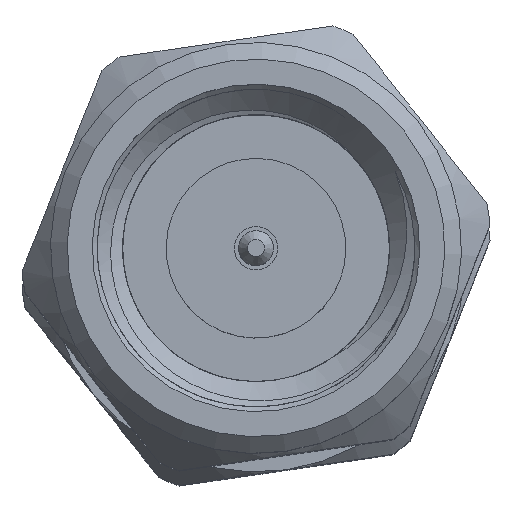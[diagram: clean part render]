
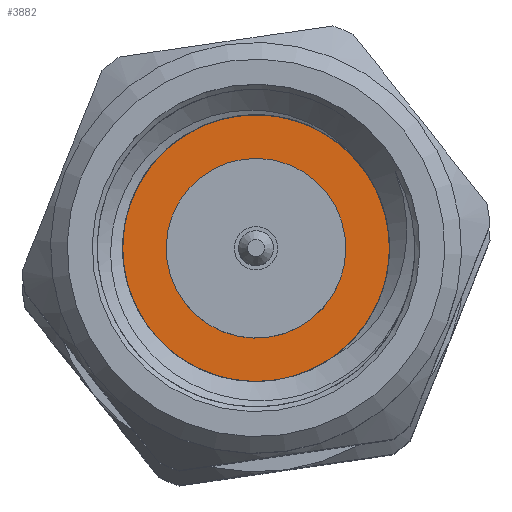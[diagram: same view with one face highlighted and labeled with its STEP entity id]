
A CAD part, top view. The second image highlights one B-rep face of the part: STEP entity #3882.
In plain terms, the highlighted face is planar.
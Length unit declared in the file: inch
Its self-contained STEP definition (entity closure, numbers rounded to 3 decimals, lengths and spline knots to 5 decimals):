
#92 = VERTEX_POINT ( 'NONE', #4074 ) ;
#119 = CARTESIAN_POINT ( 'NONE',  ( 0.13266, -0.01423, 0.09137 ) ) ;
#121 = ORIENTED_EDGE ( 'NONE', *, *, #3871, .F. ) ;
#178 = DIRECTION ( 'NONE',  ( 0., 0., -1. ) ) ;
#372 = CARTESIAN_POINT ( 'NONE',  ( 0.13266, -0.06097, -0.05188 ) ) ;
#388 = CARTESIAN_POINT ( 'NONE',  ( 0.13266, -0.03621, -0.07139 ) ) ;
#555 = B_SPLINE_CURVE_WITH_KNOTS ( 'NONE', 3,
 ( #4548, #3080, #1502, #3789, #4149, #1900, #1886, #4565, #1516, #3826, #3067, #2261, #4943, #3049, #749, #2297, #1919, #3393 ),
 .UNSPECIFIED., .F., .F.,
 ( 4, 2, 2, 2, 2, 2, 2, 2, 4 ),
 ( 0., 0.00055, 0.00109, 0.00164, 0.00218, 0.00273, 0.00327, 0.00382, 0.00437 ),
 .UNSPECIFIED. ) ;
#687 = CARTESIAN_POINT ( 'NONE',  ( 0.13266, 0.0152, -0.07842 ) ) ;
#696 = B_SPLINE_CURVE_WITH_KNOTS ( 'NONE', 3,
 ( #3489, #2762, #1584, #1190, #372, #3153, #4608, #2325, #388, #3893, #3092, #4230, #3121, #5011 ),
 .UNSPECIFIED., .F., .F.,
 ( 4, 2, 2, 2, 2, 2, 4 ),
 ( 0., 0.00081, 0.00121, 0.00162, 0.00202, 0.00243, 0.00324 ),
 .UNSPECIFIED. ) ;
#728 = CIRCLE ( 'NONE', #1435, 0.095 ) ;
#749 = CARTESIAN_POINT ( 'NONE',  ( 0.13266, 0.08937, 0.02581 ) ) ;
#834 = EDGE_LOOP ( 'NONE', ( #4462, #121, #1692, #3869 ) ) ;
#916 = FACE_OUTER_BOUND ( 'NONE', #834, .T. ) ;
#995 = CARTESIAN_POINT ( 'NONE',  ( 0.13266, -0.07866, -0.01389 ) ) ;
#1004 = EDGE_LOOP ( 'NONE', ( #4359 ) ) ;
#1023 = CARTESIAN_POINT ( 'NONE',  ( 0.13266, 0.02179, 0.09247 ) ) ;
#1128 = CARTESIAN_POINT ( 'NONE',  ( 0.13266, 0.05377, 0. ) ) ;
#1130 = EDGE_CURVE ( 'NONE', #4176, #2805, #696, .T. ) ;
#1189 = CARTESIAN_POINT ( 'NONE',  ( 0.13266, -0.08075, 0.02209 ) ) ;
#1190 = CARTESIAN_POINT ( 'NONE',  ( 0.13266, -0.06431, -0.04767 ) ) ;
#1217 = CARTESIAN_POINT ( 'NONE',  ( 0.13266, -0.08169, 0.01495 ) ) ;
#1259 = DIRECTION ( 'NONE',  ( 0., 0., -1. ) ) ;
#1332 = CARTESIAN_POINT ( 'NONE',  ( 0.13266, -0.02791, 0.0869 ) ) ;
#1362 = CARTESIAN_POINT ( 'NONE',  ( 0.13266, -0.0468, 0.07613 ) ) ;
#1435 = AXIS2_PLACEMENT_3D ( 'NONE', #3544, #1654, #1259 ) ;
#1502 = CARTESIAN_POINT ( 'NONE',  ( 0.13266, 0.0294, -0.07609 ) ) ;
#1516 = CARTESIAN_POINT ( 'NONE',  ( 0.13266, 0.07922, -0.03695 ) ) ;
#1566 = CARTESIAN_POINT ( 'NONE',  ( 0.13266, -0.00698, 0.09279 ) ) ;
#1584 = CARTESIAN_POINT ( 'NONE',  ( 0.13266, -0.07285, -0.03441 ) ) ;
#1654 = DIRECTION ( 'NONE',  ( 1., 0., 0. ) ) ;
#1692 = ORIENTED_EDGE ( 'NONE', *, *, #3613, .F. ) ;
#1784 = CARTESIAN_POINT ( 'NONE',  ( 0.13266, -0.07866, -0.01389 ) ) ;
#1801 = DIRECTION ( 'NONE',  ( 1., 0., 0. ) ) ;
#1812 = VERTEX_POINT ( 'NONE', #4328 ) ;
#1863 = VERTEX_POINT ( 'NONE', #3666 ) ;
#1886 = CARTESIAN_POINT ( 'NONE',  ( 0.13266, 0.0663, -0.05421 ) ) ;
#1900 = CARTESIAN_POINT ( 'NONE',  ( 0.13266, 0.06095, -0.05923 ) ) ;
#1908 = DIRECTION ( 'NONE',  ( 0., 0., 1. ) ) ;
#1919 = CARTESIAN_POINT ( 'NONE',  ( 0.13266, 0.08265, 0.04621 ) ) ;
#2119 = CARTESIAN_POINT ( 'NONE',  ( 0.13266, -0.06244, 0.0612 ) ) ;
#2149 = CARTESIAN_POINT ( 'NONE',  ( 0.13266, 0., 0. ) ) ;
#2261 = CARTESIAN_POINT ( 'NONE',  ( 0.13266, 0.09049, -0.00295 ) ) ;
#2285 = EDGE_CURVE ( 'NONE', #92, #92, #4215, .T. ) ;
#2297 = CARTESIAN_POINT ( 'NONE',  ( 0.13266, 0.08544, 0.03961 ) ) ;
#2325 = CARTESIAN_POINT ( 'NONE',  ( 0.13266, -0.0409, -0.06882 ) ) ;
#2338 = CARTESIAN_POINT ( 'NONE',  ( 0.13266, 0.00738, 0.09383 ) ) ;
#2407 = CARTESIAN_POINT ( 'NONE',  ( 0.13266, -0.06688, 0.05531 ) ) ;
#2563 = CARTESIAN_POINT ( 'NONE',  ( 0.13266, 0.01458, 0.09356 ) ) ;
#2762 = CARTESIAN_POINT ( 'NONE',  ( 0.13266, -0.07681, -0.02438 ) ) ;
#2792 = AXIS2_PLACEMENT_3D ( 'NONE', #1128, #4694, #1908 ) ;
#2805 = VERTEX_POINT ( 'NONE', #687 ) ;
#2970 = FACE_BOUND ( 'NONE', #1004, .T. ) ;
#3049 = CARTESIAN_POINT ( 'NONE',  ( 0.13266, 0.09052, 0.01858 ) ) ;
#3067 = CARTESIAN_POINT ( 'NONE',  ( 0.13266, 0.08762, -0.01708 ) ) ;
#3080 = CARTESIAN_POINT ( 'NONE',  ( 0.13266, 0.02243, -0.07772 ) ) ;
#3092 = CARTESIAN_POINT ( 'NONE',  ( 0.13266, -0.02152, -0.07711 ) ) ;
#3121 = CARTESIAN_POINT ( 'NONE',  ( 0.13266, 0.00473, -0.08045 ) ) ;
#3153 = CARTESIAN_POINT ( 'NONE',  ( 0.13266, -0.05362, -0.05944 ) ) ;
#3172 = CARTESIAN_POINT ( 'NONE',  ( 0.13266, -0.03443, 0.08387 ) ) ;
#3225 = CARTESIAN_POINT ( 'NONE',  ( 0.13266, -0.08064, -0.00685 ) ) ;
#3393 = CARTESIAN_POINT ( 'NONE',  ( 0.13265, 0.07913, 0.05255 ) ) ;
#3489 = CARTESIAN_POINT ( 'NONE',  ( 0.13266, -0.07866, -0.01389 ) ) ;
#3544 = CARTESIAN_POINT ( 'NONE',  ( 0.13266, 0., 0. ) ) ;
#3613 = EDGE_CURVE ( 'NONE', #2805, #1863, #555, .T. ) ;
#3666 = CARTESIAN_POINT ( 'NONE',  ( 0.13265, 0.07913, 0.05255 ) ) ;
#3789 = CARTESIAN_POINT ( 'NONE',  ( 0.13266, 0.04287, -0.07103 ) ) ;
#3813 = EDGE_CURVE ( 'NONE', #1812, #4176, #4323, .T. ) ;
#3826 = CARTESIAN_POINT ( 'NONE',  ( 0.13266, 0.08536, -0.02388 ) ) ;
#3869 = ORIENTED_EDGE ( 'NONE', *, *, #1130, .F. ) ;
#3871 = EDGE_CURVE ( 'NONE', #1863, #1812, #728, .T. ) ;
#3877 = CARTESIAN_POINT ( 'NONE',  ( 0.13266, -0.08164, 0.00042 ) ) ;
#3882 = ADVANCED_FACE ( 'NONE', ( #916, #2970 ), #4174, .T. ) ;
#3893 = CARTESIAN_POINT ( 'NONE',  ( 0.13266, -0.02654, -0.07552 ) ) ;
#3944 = CARTESIAN_POINT ( 'NONE',  ( 0.13266, -0.07696, 0.03609 ) ) ;
#4074 = CARTESIAN_POINT ( 'NONE',  ( 0.13266, 0., -0.05377 ) ) ;
#4149 = CARTESIAN_POINT ( 'NONE',  ( 0.13266, 0.04931, -0.06758 ) ) ;
#4174 = PLANE ( 'NONE',  #2792 ) ;
#4176 = VERTEX_POINT ( 'NONE', #1784 ) ;
#4215 = CIRCLE ( 'NONE', #4778, 0.05377 ) ;
#4230 = CARTESIAN_POINT ( 'NONE',  ( 0.13266, -0.00588, -0.08037 ) ) ;
#4310 = CARTESIAN_POINT ( 'NONE',  ( 0.13266, -0.07409, 0.04283 ) ) ;
#4323 = B_SPLINE_CURVE_WITH_KNOTS ( 'NONE', 3,
 ( #1023, #2563, #2338, #1566, #119, #1332, #3172, #1362, #4396, #2119, #2407, #4310, #3944, #1189, #1217, #3877, #3225, #995 ),
 .UNSPECIFIED., .F., .F.,
 ( 4, 2, 2, 2, 2, 2, 2, 2, 4 ),
 ( 0., 0.00055, 0.0011, 0.00164, 0.00219, 0.00274, 0.00329, 0.00384, 0.00438 ),
 .UNSPECIFIED. ) ;
#4328 = CARTESIAN_POINT ( 'NONE',  ( 0.13266, 0.02179, 0.09247 ) ) ;
#4359 = ORIENTED_EDGE ( 'NONE', *, *, #2285, .T. ) ;
#4396 = CARTESIAN_POINT ( 'NONE',  ( 0.13266, -0.05241, 0.07158 ) ) ;
#4462 = ORIENTED_EDGE ( 'NONE', *, *, #3813, .F. ) ;
#4548 = CARTESIAN_POINT ( 'NONE',  ( 0.13266, 0.0152, -0.07842 ) ) ;
#4565 = CARTESIAN_POINT ( 'NONE',  ( 0.13266, 0.07539, -0.0431 ) ) ;
#4608 = CARTESIAN_POINT ( 'NONE',  ( 0.13266, -0.04961, -0.06283 ) ) ;
#4694 = DIRECTION ( 'NONE',  ( -1., 0., 0. ) ) ;
#4778 = AXIS2_PLACEMENT_3D ( 'NONE', #2149, #1801, #178 ) ;
#4943 = CARTESIAN_POINT ( 'NONE',  ( 0.13266, 0.09107, 0.00428 ) ) ;
#5011 = CARTESIAN_POINT ( 'NONE',  ( 0.13266, 0.0152, -0.07842 ) ) ;
